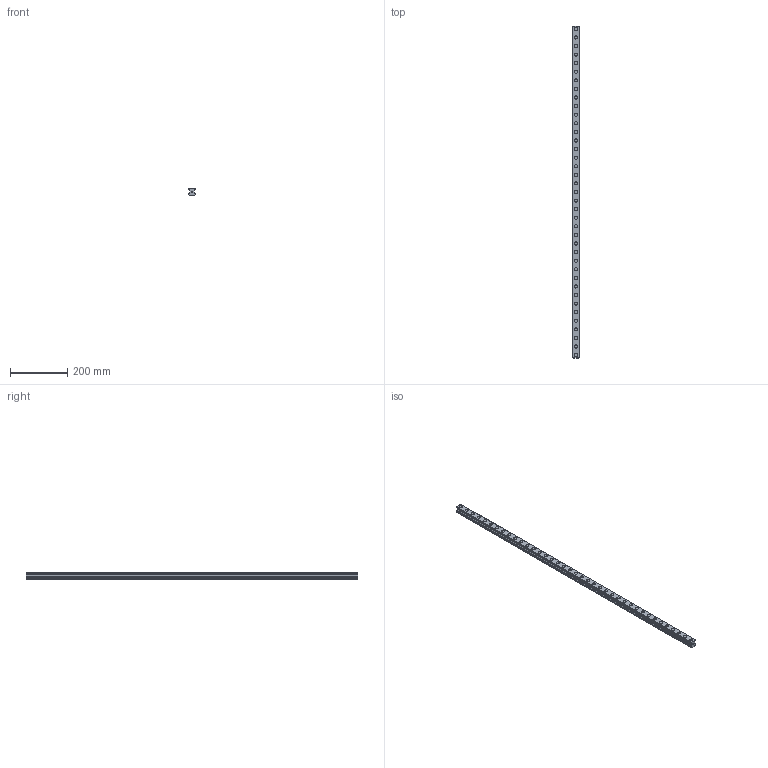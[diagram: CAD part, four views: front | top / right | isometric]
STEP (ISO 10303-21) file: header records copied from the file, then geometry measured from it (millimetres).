
FILE_DESCRIPTION(('STEP AP214'),'1');
FILE_NAME('cctmp_3A86907B-16F3-4A6C-A3C8-97536A5DB2BA_2021_03_10_11_42_49_0059..stp','2021-03-10T10:42:49',('HIWIN GmbH'),('CADClick - www.CADClick.com'),'Spatial InterOp 3D',' ','unknown authorization');
FILE_SCHEMA(('AUTOMOTIVE_DESIGN'));
Length unit declared in the file: millimetre
Products named in the file (1): RGR25R1160H_FILE
Bounding box: 23 x 1160 x 23.6 mm (x, y, z)
Volume: 464737.1 mm3; surface area: 144730.9 mm2
Topology: 1 solids, 1 shells, 468 faces, 1035 edges, 690 vertices
Faces by surface type: cylinder 252, plane 216
Entity records: 16891 total; most frequent: DIRECTION 2477, CARTESIAN_POINT 2194, ORIENTED_EDGE 2070, EDGE_CURVE 1035, AXIS2_PLACEMENT_3D 973, VERTEX_POINT 690, EDGE_LOOP 589, LINE 531
